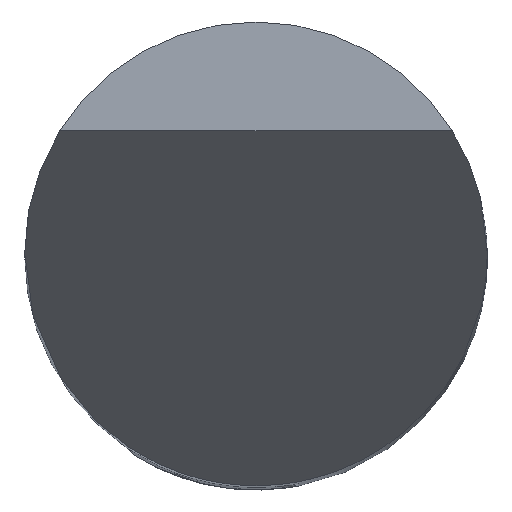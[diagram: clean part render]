
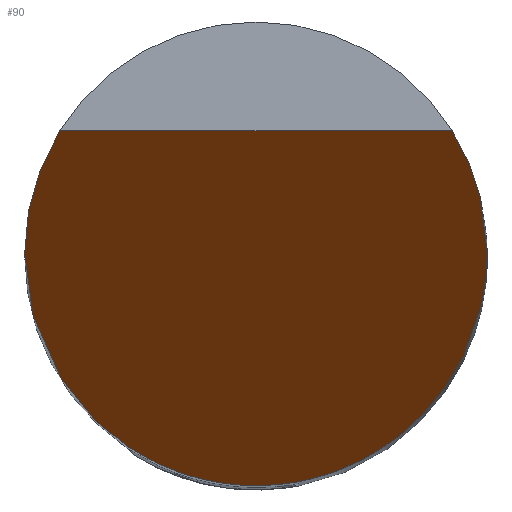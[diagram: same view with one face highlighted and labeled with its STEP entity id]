
A CAD part, top view. The second image highlights one B-rep face of the part: STEP entity #90.
In plain terms, the highlighted planar face has unit normal (0, -0.866, 0.5).
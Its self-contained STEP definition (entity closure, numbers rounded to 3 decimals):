
#54=PLANE('',#661);
#90=ADVANCED_FACE('',(#132),#54,.F.);
#132=FACE_OUTER_BOUND('',#165,.T.);
#165=EDGE_LOOP('',(#297,#298,#299,#300));
#193=(
BOUNDED_CURVE()
B_SPLINE_CURVE(3,(#853,#854,#855,#856),.UNSPECIFIED.,.F.,.F.)
B_SPLINE_CURVE_WITH_KNOTS((4,4),(0.,1.),.UNSPECIFIED.)
CURVE()
GEOMETRIC_REPRESENTATION_ITEM()
RATIONAL_B_SPLINE_CURVE((1.,0.974,0.974,1.))
REPRESENTATION_ITEM('')
);
#194=(
BOUNDED_CURVE()
B_SPLINE_CURVE(3,(#860,#861,#862,#863),.UNSPECIFIED.,.F.,.F.)
B_SPLINE_CURVE_WITH_KNOTS((4,4),(0.,1.),.UNSPECIFIED.)
CURVE()
GEOMETRIC_REPRESENTATION_ITEM()
RATIONAL_B_SPLINE_CURVE((1.,0.974,0.974,1.))
REPRESENTATION_ITEM('')
);
#199=(
BOUNDED_CURVE()
B_SPLINE_CURVE(3,(#928,#929,#930,#931),.UNSPECIFIED.,.F.,.F.)
B_SPLINE_CURVE_WITH_KNOTS((4,4),(0.,1.),.UNSPECIFIED.)
CURVE()
GEOMETRIC_REPRESENTATION_ITEM()
RATIONAL_B_SPLINE_CURVE((1.,0.333,0.333,1.))
REPRESENTATION_ITEM('')
);
#297=ORIENTED_EDGE('',*,*,#427,.T.);
#298=ORIENTED_EDGE('',*,*,#442,.T.);
#299=ORIENTED_EDGE('',*,*,#429,.T.);
#300=ORIENTED_EDGE('',*,*,#478,.T.);
#371=VERTEX_POINT('',#851);
#373=VERTEX_POINT('',#857);
#374=VERTEX_POINT('',#859);
#375=VERTEX_POINT('',#864);
#427=EDGE_CURVE('',#373,#371,#193,.T.);
#429=EDGE_CURVE('',#375,#374,#194,.T.);
#442=EDGE_CURVE('',#371,#375,#199,.T.);
#478=EDGE_CURVE('',#374,#373,#525,.T.);
#525=LINE('',#1149,#553);
#553=VECTOR('',#758,1.);
#661=AXIS2_PLACEMENT_3D('',#1151,#761,#762);
#758=DIRECTION('',(-1.,0.,0.));
#761=DIRECTION('',(0.,0.866,-0.5));
#762=DIRECTION('',(0.,0.5,0.866));
#851=CARTESIAN_POINT('',(-3.,0.,0.));
#853=CARTESIAN_POINT('',(-2.545,1.588,2.75));
#854=CARTESIAN_POINT('',(-2.844,1.108,1.92));
#855=CARTESIAN_POINT('',(-3.,0.565,0.979));
#856=CARTESIAN_POINT('',(-3.,0.,0.));
#857=CARTESIAN_POINT('',(-2.545,1.588,2.75));
#859=CARTESIAN_POINT('',(2.545,1.588,2.75));
#860=CARTESIAN_POINT('',(3.,0.,0.));
#861=CARTESIAN_POINT('',(3.,0.565,0.979));
#862=CARTESIAN_POINT('',(2.844,1.108,1.92));
#863=CARTESIAN_POINT('',(2.545,1.588,2.75));
#864=CARTESIAN_POINT('',(3.,0.,0.));
#928=CARTESIAN_POINT('',(-3.,0.,0.));
#929=CARTESIAN_POINT('',(-3.,-6.,-10.392));
#930=CARTESIAN_POINT('',(3.,-6.,-10.392));
#931=CARTESIAN_POINT('',(3.,0.,0.));
#1149=CARTESIAN_POINT('',(0.,1.588,2.75));
#1151=CARTESIAN_POINT('',(3.,-3.,-5.196));
